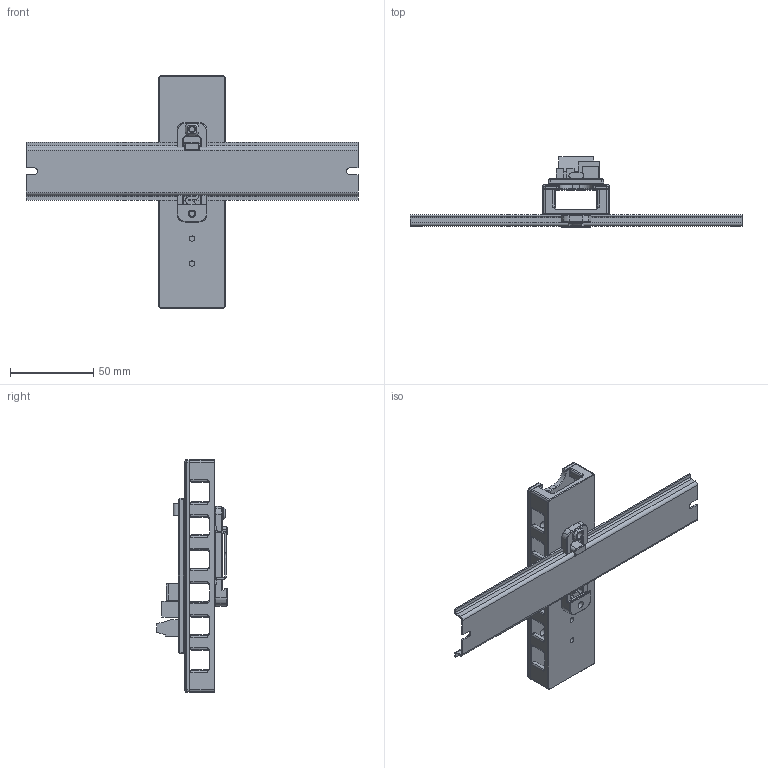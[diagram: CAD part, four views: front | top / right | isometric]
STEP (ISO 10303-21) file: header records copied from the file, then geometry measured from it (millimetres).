
FILE_DESCRIPTION(('HOOPS Exchange Step'),'2;1');
FILE_NAME('temp_export','2025-05-30T10:50:22-04:00',('tariel'),('Shapr3D Limited'),'HOOPS Exchange 2024.8','Shapr3D','Authorized');
FILE_SCHEMA( ('AP242_MANAGED_MODEL_BASED_3D_ENGINEERING_MIM_LF {1 0 10303 442 1 1 4}') );
Length unit declared in the file: millimetre
Products named in the file (8): din_clip_heat_insert.step; BTT%20U2C%201.0.STEP; KlipperExpanderBase140:1; KlipperExpanderTop140:1; KlipperExpanderMount.step; Rail_DIN_200mm.STEP; Electronics:1; root
Assembly tree (7 placements, depth 3):
  root
    din_clip_heat_insert.step
    BTT%20U2C%201.0.STEP
    KlipperExpanderMount.step
      KlipperExpanderBase140:1
      KlipperExpanderTop140:1
    Electronics:1
      Rail_DIN_200mm.STEP
Bounding box: 200 x 42.47 x 140 mm (x, y, z)
Volume: 63889.3 mm3; surface area: 59127.2 mm2
Topology: 5 solids, 5 shells, 672 faces, 1786 edges, 1122 vertices
Faces by surface type: cylinder 283, plane 237, cone 80, torus 60, sphere 8, bspline 4
Full cylindrical faces by diameter (mm): 3.1 x4, 3.2 x6, 3.5 x4, 4.2 x4, 4.4 x2, 4.7 x4
Entity records: 22328 total; most frequent: CARTESIAN_POINT 4982, DIRECTION 3744, ORIENTED_EDGE 3564, EDGE_CURVE 1782, AXIS2_PLACEMENT_3D 1400, VERTEX_POINT 1122, VECTOR 944, LINE 944
